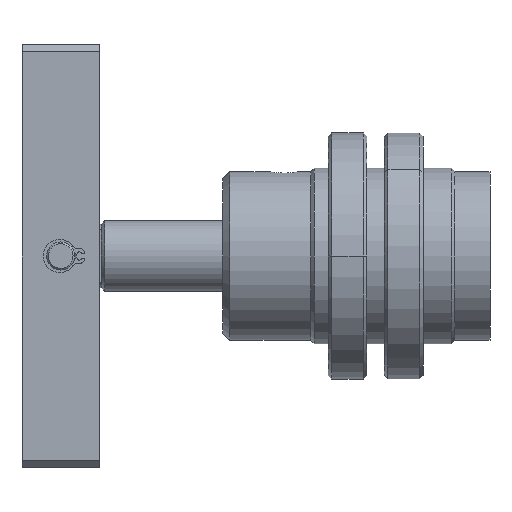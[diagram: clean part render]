
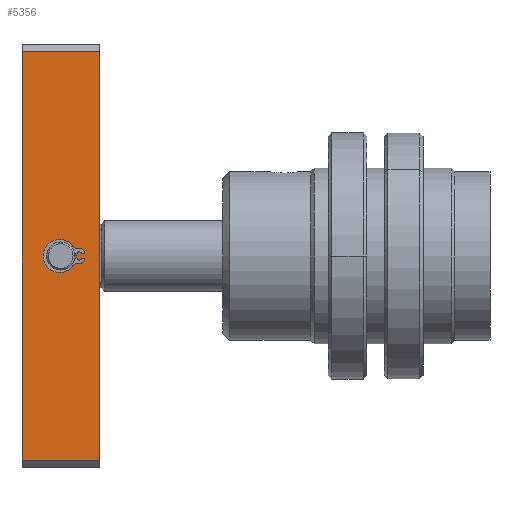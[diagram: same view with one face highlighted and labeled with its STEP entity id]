
A CAD part, left-side view. The second image highlights one B-rep face of the part: STEP entity #5356.
In plain terms, the highlighted face is planar.
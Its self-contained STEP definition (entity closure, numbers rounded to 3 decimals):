
#54 = AXIS2_PLACEMENT_3D ( 'NONE', #1739, #1740, #1741 ) ;
#84 = AXIS2_PLACEMENT_3D ( 'NONE', #1977, #1978, #1979 ) ;
#615 = CARTESIAN_POINT ( 'NONE',  ( 4.5, 0., -11. ) ) ;
#633 = CARTESIAN_POINT ( 'NONE',  ( 58., -11., -11. ) ) ;
#642 = CARTESIAN_POINT ( 'NONE',  ( 58., 11., -11. ) ) ;
#643 = CARTESIAN_POINT ( 'NONE',  ( -58., -11., -11. ) ) ;
#738 = VERTEX_POINT ( 'NONE', #642 ) ;
#792 = EDGE_LOOP ( 'NONE', ( #3537, #3538 ) ) ;
#812 = EDGE_LOOP ( 'NONE', ( #3539, #3540, #3541, #3542 ) ) ;
#892 = AXIS2_PLACEMENT_3D ( 'NONE', #4289, #4295, #4296 ) ;
#1037 = VERTEX_POINT ( 'NONE', #643 ) ;
#1067 = VERTEX_POINT ( 'NONE', #633 ) ;
#1249 = CARTESIAN_POINT ( 'NONE',  ( -58., 11., -11. ) ) ;
#1543 = CARTESIAN_POINT ( 'NONE',  ( -4.5, 0., -11. ) ) ;
#1725 = DIRECTION ( 'NONE',  ( -1., 0., 0. ) ) ;
#1731 = CARTESIAN_POINT ( 'NONE',  ( -60., 11., -11. ) ) ;
#1739 = CARTESIAN_POINT ( 'NONE',  ( 0., 0., -11. ) ) ;
#1740 = DIRECTION ( 'NONE',  ( 0., 0., 1. ) ) ;
#1741 = DIRECTION ( 'NONE',  ( 1., 0., 0. ) ) ;
#1862 = CARTESIAN_POINT ( 'NONE',  ( -60., -11., -11. ) ) ;
#1864 = DIRECTION ( 'NONE',  ( -1., 0., 0. ) ) ;
#1871 = CARTESIAN_POINT ( 'NONE',  ( -58., 11., -11. ) ) ;
#1880 = DIRECTION ( 'NONE',  ( 0., 1., 0. ) ) ;
#1977 = CARTESIAN_POINT ( 'NONE',  ( 0., 0., -11. ) ) ;
#1978 = DIRECTION ( 'NONE',  ( 0., 0., 1. ) ) ;
#1979 = DIRECTION ( 'NONE',  ( 1., 0., 0. ) ) ;
#3288 = VERTEX_POINT ( 'NONE', #1249 ) ;
#3388 = VERTEX_POINT ( 'NONE', #1543 ) ;
#3403 = VERTEX_POINT ( 'NONE', #615 ) ;
#3537 = ORIENTED_EDGE ( 'NONE', *, *, #6272, .T. ) ;
#3538 = ORIENTED_EDGE ( 'NONE', *, *, #6114, .T. ) ;
#3539 = ORIENTED_EDGE ( 'NONE', *, *, #6112, .F. ) ;
#3540 = ORIENTED_EDGE ( 'NONE', *, *, #6506, .T. ) ;
#3541 = ORIENTED_EDGE ( 'NONE', *, *, #6218, .T. ) ;
#3542 = ORIENTED_EDGE ( 'NONE', *, *, #6236, .T. ) ;
#3911 = FACE_BOUND ( 'NONE', #792, .T. ) ;
#3914 = FACE_OUTER_BOUND ( 'NONE', #812, .T. ) ;
#4289 = CARTESIAN_POINT ( 'NONE',  ( -60., 11., -11. ) ) ;
#4290 = PLANE ( 'NONE',  #892 ) ;
#4295 = DIRECTION ( 'NONE',  ( 0., 0., 1. ) ) ;
#4296 = DIRECTION ( 'NONE',  ( 1., 0., 0. ) ) ;
#4754 = CIRCLE ( 'NONE', #54, 4.5 ) ;
#4756 = LINE ( 'NONE', #1731, #4758 ) ;
#4758 = VECTOR ( 'NONE', #1725, 1000. ) ;
#4832 = LINE ( 'NONE', #1862, #4835 ) ;
#4834 = LINE ( 'NONE', #1871, #4847 ) ;
#4835 = VECTOR ( 'NONE', #1864, 1000. ) ;
#4847 = VECTOR ( 'NONE', #1880, 1000. ) ;
#4875 = CIRCLE ( 'NONE', #84, 4.5 ) ;
#5037 = LINE ( 'NONE', #6246, #5040 ) ;
#5040 = VECTOR ( 'NONE', #6249, 1000. ) ;
#5356 = ADVANCED_FACE ( 'NONE', ( #3911, #3914 ), #4290, .F. ) ;
#6112 = EDGE_CURVE ( 'NONE', #738, #3288, #4756, .T. ) ;
#6114 = EDGE_CURVE ( 'NONE', #3403, #3388, #4754, .T. ) ;
#6218 = EDGE_CURVE ( 'NONE', #1067, #1037, #4832, .T. ) ;
#6236 = EDGE_CURVE ( 'NONE', #1037, #3288, #4834, .T. ) ;
#6246 = CARTESIAN_POINT ( 'NONE',  ( 58., 11., -11. ) ) ;
#6249 = DIRECTION ( 'NONE',  ( 0., -1., 0. ) ) ;
#6272 = EDGE_CURVE ( 'NONE', #3388, #3403, #4875, .T. ) ;
#6506 = EDGE_CURVE ( 'NONE', #738, #1067, #5037, .T. ) ;
